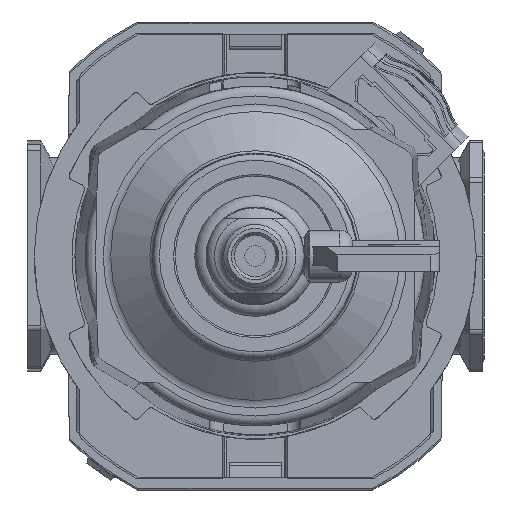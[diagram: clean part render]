
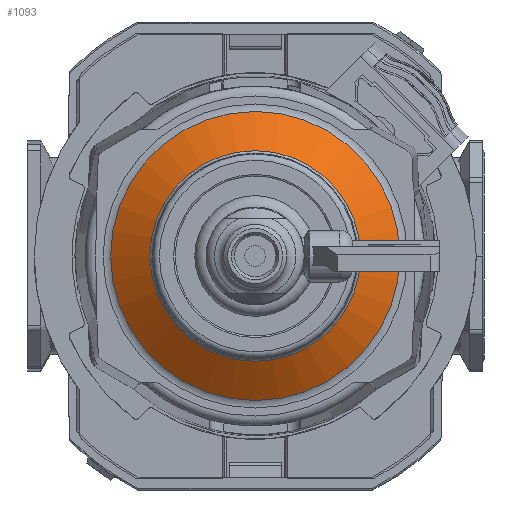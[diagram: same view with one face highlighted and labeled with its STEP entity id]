
A CAD part, front view. The second image highlights one B-rep face of the part: STEP entity #1093.
In plain terms, the highlighted conical face has half-angle 54.996 degrees and reference radius 22.24 mm.
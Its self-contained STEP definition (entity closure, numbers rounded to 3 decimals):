
#1093 = ADVANCED_FACE( '', ( #3064, #3065 ), #3066, .T. );
#3064 = FACE_BOUND( '', #6058, .T. );
#3065 = FACE_OUTER_BOUND( '', #6059, .T. );
#3066 = CONICAL_SURFACE( '', #6060, 22.24, 0.96 );
#6058 = EDGE_LOOP( '', ( #9537 ) );
#6059 = EDGE_LOOP( '', ( #9538 ) );
#6060 = AXIS2_PLACEMENT_3D( '', #9539, #9540, #9541 );
#9537 = ORIENTED_EDGE( '', *, *, #18496, .F. );
#9538 = ORIENTED_EDGE( '', *, *, #18497, .T. );
#9539 = CARTESIAN_POINT( '', ( 0., 5.938, 0. ) );
#9540 = DIRECTION( '', ( 0., 1., 0. ) );
#9541 = DIRECTION( '', ( -1., 0., 0. ) );
#18496 = EDGE_CURVE( '', #22091, #22091, #22092, .T. );
#18497 = EDGE_CURVE( '', #22093, #22093, #22094, .T. );
#22091 = VERTEX_POINT( '', #27434 );
#22092 = CIRCLE( '', #27435, 16.199 );
#22093 = VERTEX_POINT( '', #27436 );
#22094 = CIRCLE( '', #27437, 22.24 );
#27434 = CARTESIAN_POINT( '', ( 16.199, 1.708, 0. ) );
#27435 = AXIS2_PLACEMENT_3D( '', #37597, #37598, #37599 );
#27436 = CARTESIAN_POINT( '', ( 22.24, 5.938, 0. ) );
#27437 = AXIS2_PLACEMENT_3D( '', #37600, #37601, #37602 );
#37597 = CARTESIAN_POINT( '', ( 0., 1.708, 0. ) );
#37598 = DIRECTION( '', ( 0., -1., 0. ) );
#37599 = DIRECTION( '', ( 1., 0., 0. ) );
#37600 = CARTESIAN_POINT( '', ( 0., 5.938, 0. ) );
#37601 = DIRECTION( '', ( 0., -1., 0. ) );
#37602 = DIRECTION( '', ( 1., 0., 0. ) );
